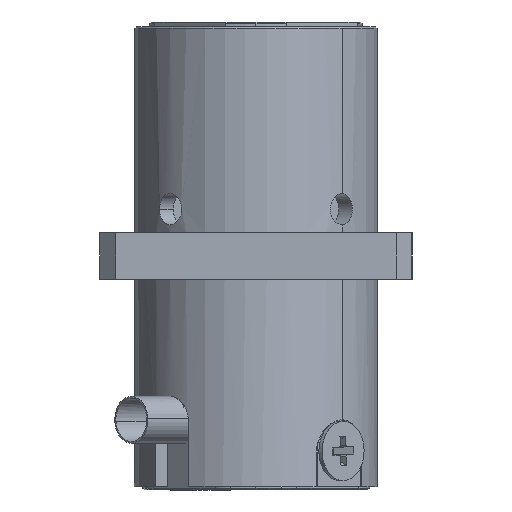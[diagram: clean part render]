
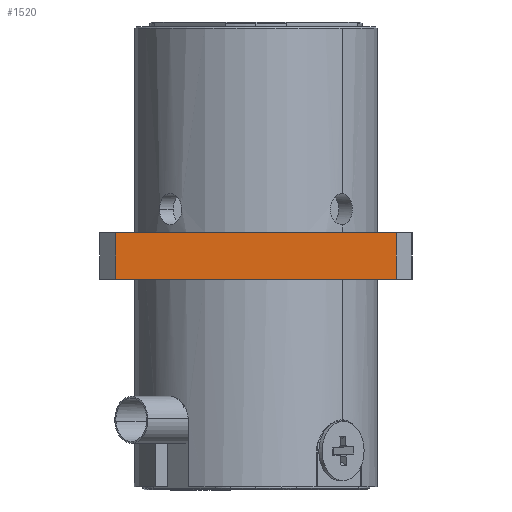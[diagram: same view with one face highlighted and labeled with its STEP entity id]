
A CAD part, left-side view. The second image highlights one B-rep face of the part: STEP entity #1520.
In plain terms, the highlighted planar face has unit normal (-1, 0, 0).
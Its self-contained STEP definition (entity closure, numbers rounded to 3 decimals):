
#254 = CARTESIAN_POINT ( 'NONE',  ( -10., 9., 16.5 ) ) ;
#812 = CARTESIAN_POINT ( 'NONE',  ( -10., 9., 16.5 ) ) ;
#887 = LINE ( 'NONE', #7755, #7223 ) ;
#912 = EDGE_CURVE ( 'NONE', #3911, #5117, #3234, .T. ) ;
#1026 = CARTESIAN_POINT ( 'NONE',  ( -10., -9., 16.5 ) ) ;
#1520 = ADVANCED_FACE ( 'NONE', ( #10105 ), #2835, .F. ) ;
#2041 = CARTESIAN_POINT ( 'NONE',  ( -10., 9., 13.5 ) ) ;
#2122 = CARTESIAN_POINT ( 'NONE',  ( -10., 9., 16.5 ) ) ;
#2835 = PLANE ( 'NONE',  #4085 ) ;
#2871 = VERTEX_POINT ( 'NONE', #3852 ) ;
#3234 = LINE ( 'NONE', #812, #8934 ) ;
#3303 = CARTESIAN_POINT ( 'NONE',  ( -10., -9., 16.5 ) ) ;
#3584 = LINE ( 'NONE', #2122, #4370 ) ;
#3774 = ORIENTED_EDGE ( 'NONE', *, *, #4666, .T. ) ;
#3790 = DIRECTION ( 'NONE',  ( 0., 0., -1. ) ) ;
#3852 = CARTESIAN_POINT ( 'NONE',  ( -10., -9., 13.5 ) ) ;
#3911 = VERTEX_POINT ( 'NONE', #8080 ) ;
#4085 = AXIS2_PLACEMENT_3D ( 'NONE', #254, #6937, #8625 ) ;
#4370 = VECTOR ( 'NONE', #3790, 1000. ) ;
#4623 = DIRECTION ( 'NONE',  ( 0., -1., 0. ) ) ;
#4666 = EDGE_CURVE ( 'NONE', #9368, #2871, #887, .T. ) ;
#4947 = DIRECTION ( 'NONE',  ( 0., 0., -1. ) ) ;
#5117 = VERTEX_POINT ( 'NONE', #1026 ) ;
#6053 = ORIENTED_EDGE ( 'NONE', *, *, #9711, .F. ) ;
#6287 = LINE ( 'NONE', #3303, #6419 ) ;
#6419 = VECTOR ( 'NONE', #4947, 1000. ) ;
#6566 = ORIENTED_EDGE ( 'NONE', *, *, #7344, .T. ) ;
#6684 = ORIENTED_EDGE ( 'NONE', *, *, #912, .F. ) ;
#6937 = DIRECTION ( 'NONE',  ( 1., 0., 0. ) ) ;
#7223 = VECTOR ( 'NONE', #4623, 1000. ) ;
#7344 = EDGE_CURVE ( 'NONE', #3911, #9368, #3584, .T. ) ;
#7401 = DIRECTION ( 'NONE',  ( 0., -1., 0. ) ) ;
#7755 = CARTESIAN_POINT ( 'NONE',  ( -10., 9., 13.5 ) ) ;
#8080 = CARTESIAN_POINT ( 'NONE',  ( -10., 9., 16.5 ) ) ;
#8625 = DIRECTION ( 'NONE',  ( 0., 1., 0. ) ) ;
#8934 = VECTOR ( 'NONE', #7401, 1000. ) ;
#9368 = VERTEX_POINT ( 'NONE', #2041 ) ;
#9697 = EDGE_LOOP ( 'NONE', ( #3774, #6053, #6684, #6566 ) ) ;
#9711 = EDGE_CURVE ( 'NONE', #5117, #2871, #6287, .T. ) ;
#10105 = FACE_OUTER_BOUND ( 'NONE', #9697, .T. ) ;
